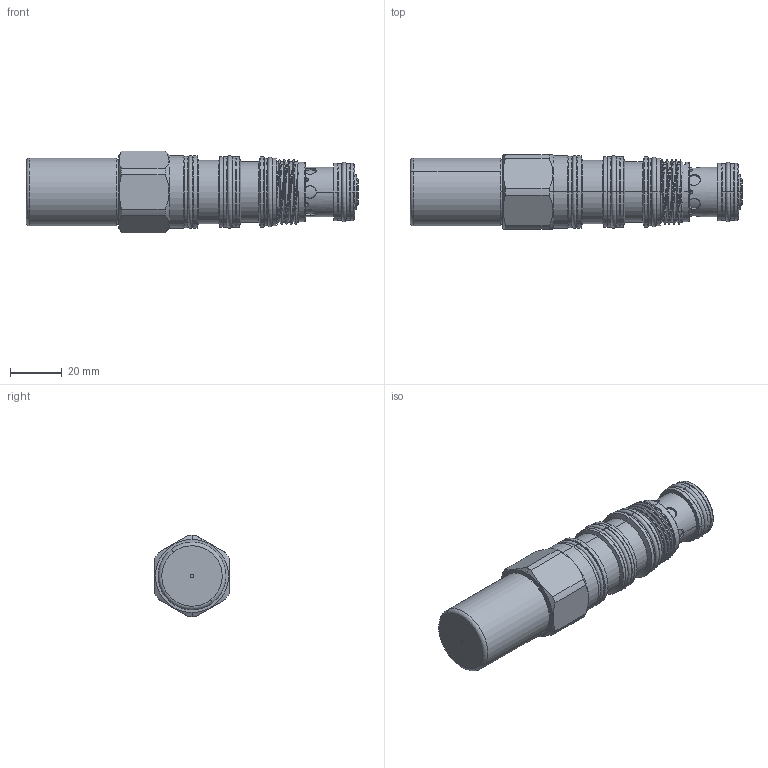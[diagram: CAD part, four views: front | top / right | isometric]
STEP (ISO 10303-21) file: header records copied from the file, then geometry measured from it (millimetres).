
FILE_DESCRIPTION (( 'STEP AP203' ), '1' );
FILE_NAME ('CW22A4B(4E)-C.STEP', '2024-05-22T02:05:50', ( '' ), ( '' ), 'SwSTEP 2.0', 'SolidWorks 2018', '' );
FILE_SCHEMA (( 'CONFIG_CONTROL_DESIGN' ));
Length unit declared in the file: millimetre
Products named in the file (1): CW22A4B(4E)-C
Bounding box: 128.09 x 28.57 x 31.6 mm (x, y, z)
Volume: 66004.9 mm3; surface area: 14448.3 mm2
Topology: 1 solids, 1 shells, 284 faces, 660 edges, 408 vertices
Faces by surface type: cylinder 175, plane 53, cone 41, torus 12, bspline 2, sphere 1
Entity records: 9887 total; most frequent: CARTESIAN_POINT 3505, DIRECTION 1348, ORIENTED_EDGE 1312, EDGE_CURVE 656, AXIS2_PLACEMENT_3D 577, VERTEX_POINT 407, EDGE_LOOP 317, CIRCLE 294
